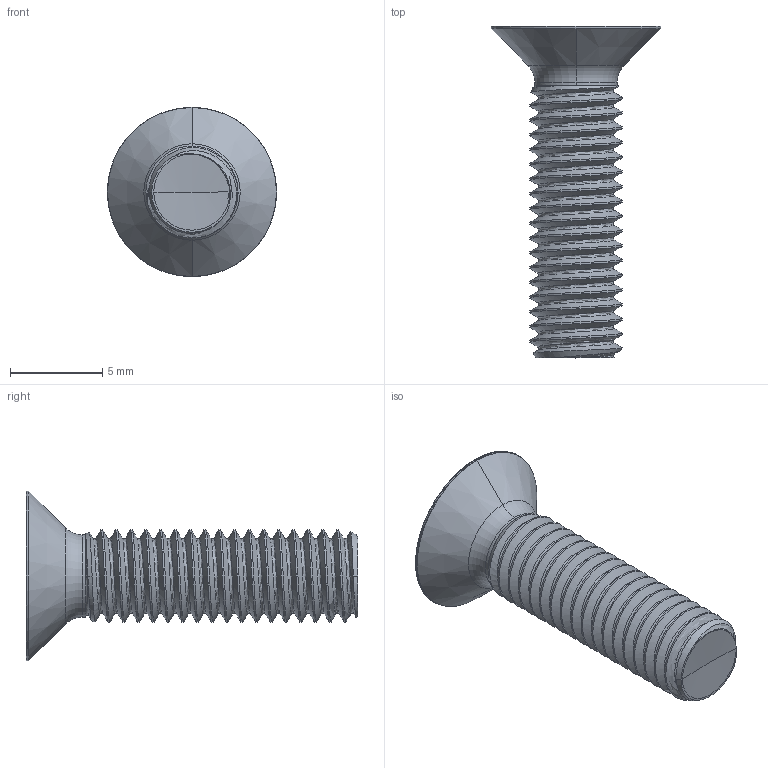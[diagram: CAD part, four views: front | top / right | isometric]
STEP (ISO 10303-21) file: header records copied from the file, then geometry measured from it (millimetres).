
FILE_DESCRIPTION (( 'STEP AP203' ), '1' );
FILE_NAME ('STM330500180.STEP', '2019-03-16T02:38:47', ( '' ), ( '' ), 'SwSTEP 2.0', 'SolidWorks 2015', '' );
FILE_SCHEMA (( 'CONFIG_CONTROL_DESIGN' ));
Length unit declared in the file: millimetre
Products named in the file (1): STM330500180
Bounding box: 9.2 x 18 x 9.2 mm (x, y, z)
Volume: 336.2 mm3; surface area: 539.4 mm2
Topology: 1 solids, 1 shells, 194 faces, 456 edges, 263 vertices
Faces by surface type: cylinder 79, bspline 46, sphere 26, plane 24, cone 10, torus 9
Entity records: 23150 total; most frequent: CARTESIAN_POINT 19211, ORIENTED_EDGE 908, DIRECTION 712, EDGE_CURVE 454, AXIS2_PLACEMENT_3D 293, VERTEX_POINT 263, EDGE_LOOP 195, ADVANCED_FACE 194
